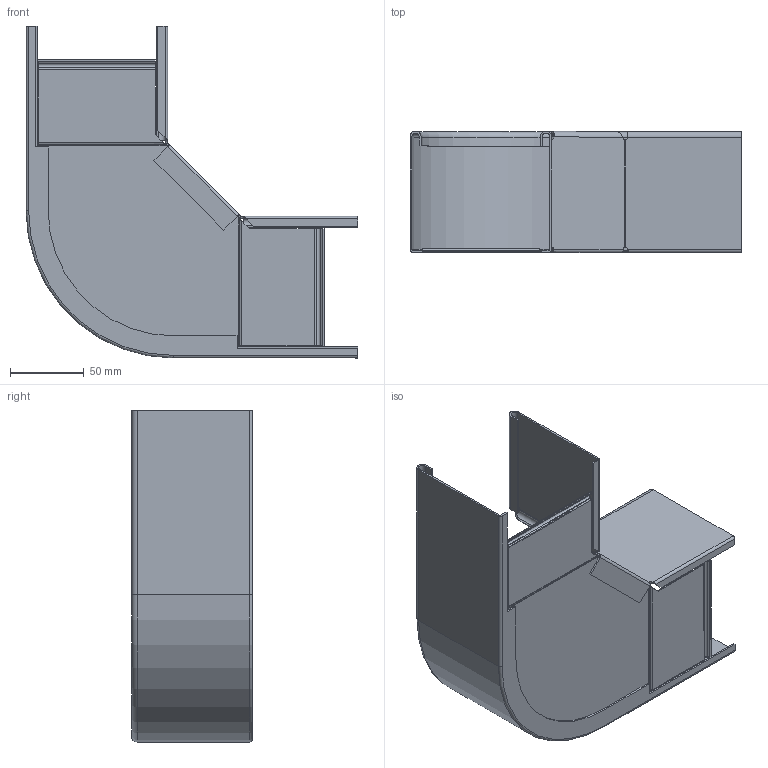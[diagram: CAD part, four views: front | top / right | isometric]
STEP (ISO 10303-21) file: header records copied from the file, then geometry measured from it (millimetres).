
FILE_DESCRIPTION (( 'STEP AP214' ), '1' );
FILE_NAME ('6036712.stp', '2024-09-09T08:25:16', ( '' ), ( '' ), 'SwSTEP 2.0', 'SolidWorks 2022', '' );
FILE_SCHEMA (( 'AUTOMOTIVE_DESIGN' ));
Length unit declared in the file: millimetre
Products named in the file (4): 181431_100; 167655_85x90°; 167734_100; 6036712
Assembly tree (3 placements, depth 2):
  6036712
    167734_100
    181431_100
    167655_85x90°
Bounding box: 225 x 82 x 225 mm (x, y, z)
Volume: 101036.8 mm3; surface area: 185660.3 mm2
Topology: 3 solids, 3 shells, 186 faces, 416 edges, 236 vertices
Faces by surface type: plane 116, cylinder 58, bspline 8, torus 4
Entity records: 5516 total; most frequent: CARTESIAN_POINT 1196, DIRECTION 838, ORIENTED_EDGE 832, EDGE_CURVE 416, LINE 282, VECTOR 282, AXIS2_PLACEMENT_3D 278, VERTEX_POINT 236
